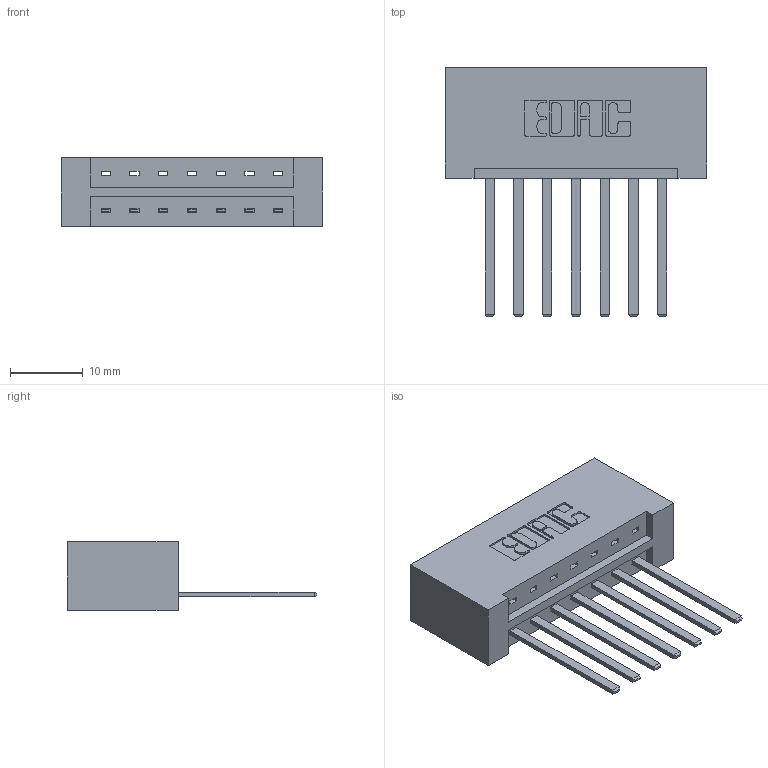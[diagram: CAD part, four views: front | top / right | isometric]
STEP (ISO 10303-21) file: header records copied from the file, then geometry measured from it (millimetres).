
FILE_DESCRIPTION (( 'STEP AP203' ), '1' );
FILE_NAME ('833-007-544-101.STEP', '2020-05-30T15:13:33', ( '' ), ( '' ), 'SwSTEP 2.0', 'SolidWorks 2020', '' );
FILE_SCHEMA (( 'CONFIG_CONTROL_DESIGN' ));
Length unit declared in the file: inch
Products named in the file (3): 345-292-001_345-293-144; 833 Part_Lugless; 833-007-544-101
Assembly tree (8 placements, depth 2):
  833-007-544-101
    833 Part_Lugless
    345-292-001_345-293-144  x7
Bounding box: 35.99 x 34.3 x 9.4 mm (x, y, z)
Volume: 4014.6 mm3; surface area: 4334.7 mm2
Topology: 8 solids, 8 shells, 470 faces, 1393 edges, 918 vertices
Faces by surface type: plane 332, cylinder 138
Entity records: 8345 total; most frequent: CARTESIAN_POINT 1451, ORIENTED_EDGE 1394, DIRECTION 1283, EDGE_CURVE 697, LINE 581, VECTOR 581, VERTEX_POINT 462, AXIS2_PLACEMENT_3D 351
